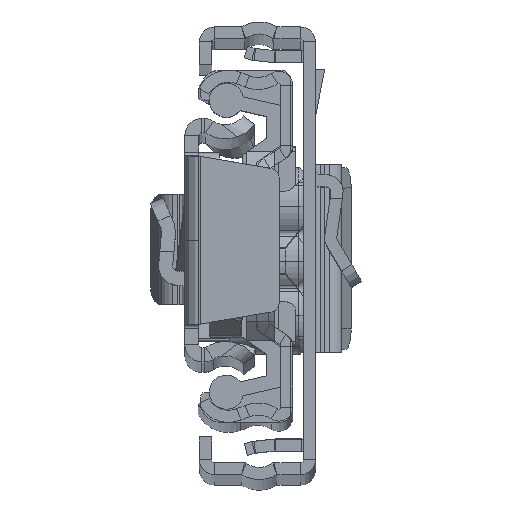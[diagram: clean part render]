
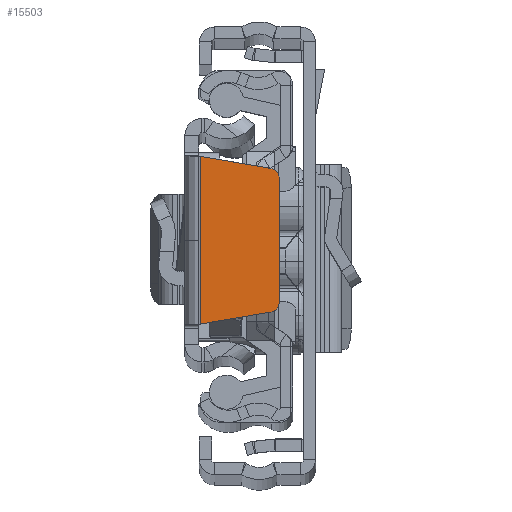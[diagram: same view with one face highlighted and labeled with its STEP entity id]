
A CAD part, top view. The second image highlights one B-rep face of the part: STEP entity #15503.
In plain terms, the highlighted planar face has unit normal (0, 0, 1).
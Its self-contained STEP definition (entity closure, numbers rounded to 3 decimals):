
#1080 = CARTESIAN_POINT ( 'NONE',  ( 9.4, -6.156, 0. ) ) ;
#1216 = FACE_OUTER_BOUND ( 'NONE', #3009, .T. ) ;
#1551 = DIRECTION ( 'NONE',  ( 1., 0., 0. ) ) ;
#1781 = DIRECTION ( 'NONE',  ( 0., -1., 0. ) ) ;
#2350 = VECTOR ( 'NONE', #1781, 1000. ) ;
#2715 = DIRECTION ( 'NONE',  ( 0., 1., 0. ) ) ;
#3009 = EDGE_LOOP ( 'NONE', ( #12043, #10440, #3119, #21439, #8335, #6592 ) ) ;
#3119 = ORIENTED_EDGE ( 'NONE', *, *, #19508, .T. ) ;
#3192 = CARTESIAN_POINT ( 'NONE',  ( 1.6, -8.333, 0. ) ) ;
#3223 = CARTESIAN_POINT ( 'NONE',  ( 8.568, -7.142, 0. ) ) ;
#3386 = VECTOR ( 'NONE', #2715, 1000. ) ;
#3547 = DIRECTION ( 'NONE',  ( 0.986, 0.168, 0. ) ) ;
#3551 = AXIS2_PLACEMENT_3D ( 'NONE', #14636, #19994, #1551 ) ;
#3853 = EDGE_CURVE ( 'NONE', #8786, #5679, #17246, .T. ) ;
#4334 = LINE ( 'NONE', #3223, #16229 ) ;
#5169 = DIRECTION ( 'NONE',  ( 1., 0., 0. ) ) ;
#5679 = VERTEX_POINT ( 'NONE', #21397 ) ;
#5867 = CARTESIAN_POINT ( 'NONE',  ( 8.568, -7.142, 0. ) ) ;
#6592 = ORIENTED_EDGE ( 'NONE', *, *, #7231, .T. ) ;
#6783 = VECTOR ( 'NONE', #20888, 1000. ) ;
#7118 = EDGE_CURVE ( 'NONE', #8295, #19029, #4334, .T. ) ;
#7231 = EDGE_CURVE ( 'NONE', #5679, #11664, #8951, .T. ) ;
#7409 = AXIS2_PLACEMENT_3D ( 'NONE', #15351, #18627, #5169 ) ;
#7950 = PLANE ( 'NONE',  #3551 ) ;
#8192 = CARTESIAN_POINT ( 'NONE',  ( 1.6, -8.333, 0. ) ) ;
#8295 = VERTEX_POINT ( 'NONE', #3192 ) ;
#8335 = ORIENTED_EDGE ( 'NONE', *, *, #3853, .T. ) ;
#8460 = CARTESIAN_POINT ( 'NONE',  ( 1.6, 8.333, 0. ) ) ;
#8786 = VERTEX_POINT ( 'NONE', #14124 ) ;
#8951 = LINE ( 'NONE', #9153, #6783 ) ;
#9153 = CARTESIAN_POINT ( 'NONE',  ( 1.5, 8.35, 0. ) ) ;
#9655 = CARTESIAN_POINT ( 'NONE',  ( 9.4, 6.156, 0. ) ) ;
#10440 = ORIENTED_EDGE ( 'NONE', *, *, #7118, .T. ) ;
#10691 = EDGE_CURVE ( 'NONE', #11664, #8295, #20135, .T. ) ;
#11664 = VERTEX_POINT ( 'NONE', #8460 ) ;
#11742 = DIRECTION ( 'NONE',  ( 1., 0., 0. ) ) ;
#11845 = EDGE_CURVE ( 'NONE', #20627, #8786, #14579, .T. ) ;
#12043 = ORIENTED_EDGE ( 'NONE', *, *, #10691, .T. ) ;
#13042 = AXIS2_PLACEMENT_3D ( 'NONE', #14802, #21365, #11742 ) ;
#14124 = CARTESIAN_POINT ( 'NONE',  ( 9.4, 6.156, 0. ) ) ;
#14579 = LINE ( 'NONE', #9655, #3386 ) ;
#14636 = CARTESIAN_POINT ( 'NONE',  ( 8.4, 6.156, 0. ) ) ;
#14802 = CARTESIAN_POINT ( 'NONE',  ( 8.4, 6.156, 0. ) ) ;
#15351 = CARTESIAN_POINT ( 'NONE',  ( 8.4, -6.156, 0. ) ) ;
#15503 = ADVANCED_FACE ( 'NONE', ( #1216 ), #7950, .F. ) ;
#16229 = VECTOR ( 'NONE', #3547, 1000. ) ;
#17246 = CIRCLE ( 'NONE', #13042, 1. ) ;
#18627 = DIRECTION ( 'NONE',  ( 0., 0., 1. ) ) ;
#19029 = VERTEX_POINT ( 'NONE', #5867 ) ;
#19508 = EDGE_CURVE ( 'NONE', #19029, #20627, #20006, .T. ) ;
#19994 = DIRECTION ( 'NONE',  ( 0., 0., -1. ) ) ;
#20006 = CIRCLE ( 'NONE', #7409, 1. ) ;
#20135 = LINE ( 'NONE', #8192, #2350 ) ;
#20627 = VERTEX_POINT ( 'NONE', #1080 ) ;
#20888 = DIRECTION ( 'NONE',  ( -0.986, 0.168, 0. ) ) ;
#21365 = DIRECTION ( 'NONE',  ( 0., 0., 1. ) ) ;
#21397 = CARTESIAN_POINT ( 'NONE',  ( 8.568, 7.142, 0. ) ) ;
#21439 = ORIENTED_EDGE ( 'NONE', *, *, #11845, .T. ) ;
